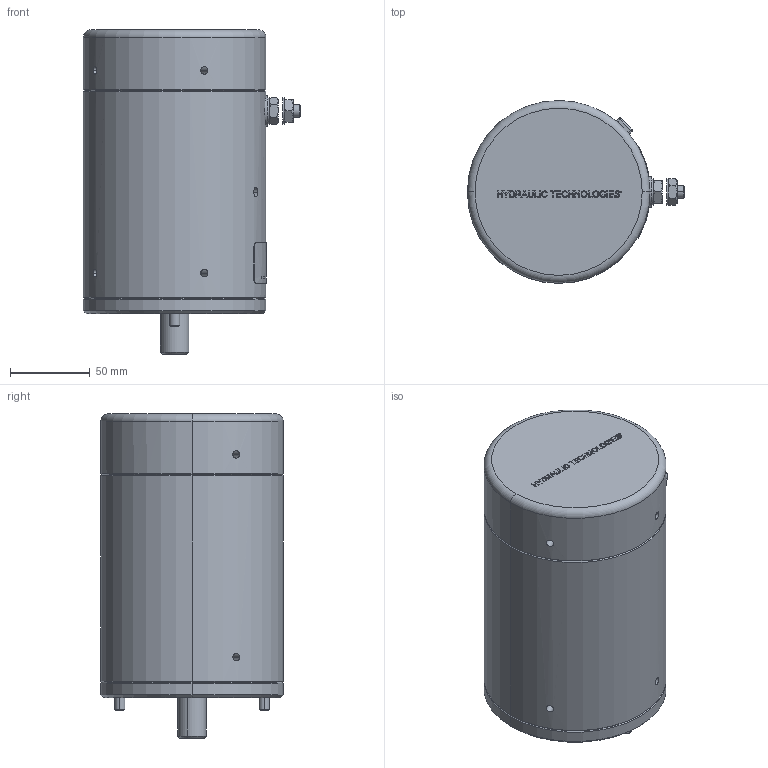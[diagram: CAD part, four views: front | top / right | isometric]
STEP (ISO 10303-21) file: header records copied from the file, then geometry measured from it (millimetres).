
FILE_DESCRIPTION (( 'STEP AP203' ), '1' );
FILE_NAME ('DER24056423_KMD1.STEP', '2024-08-05T10:28:41', ( '' ), ( '' ), 'SwSTEP 2.0', 'SolidWorks 2022', '' );
FILE_SCHEMA (( 'CONFIG_CONTROL_DESIGN' ));
Length unit declared in the file: millimetre
Products named in the file (1): DER24056423_KMD1
Bounding box: 136.07 x 114.3 x 203.14 mm (x, y, z)
Surface area: 92031.4 mm2 (no closed solid volume)
Topology: 0 solids, 6 shells, 252 faces, 904 edges, 691 vertices
Faces by surface type: cylinder 115, plane 74, cone 54, sphere 6, torus 2, bspline 1
Entity records: 11636 total; most frequent: CARTESIAN_POINT 4324, ORIENTED_EDGE 1626, DIRECTION 1268, EDGE_CURVE 898, VERTEX_POINT 689, AXIS2_PLACEMENT_3D 523, B_SPLINE_CURVE_WITH_KNOTS 405, EDGE_LOOP 299
